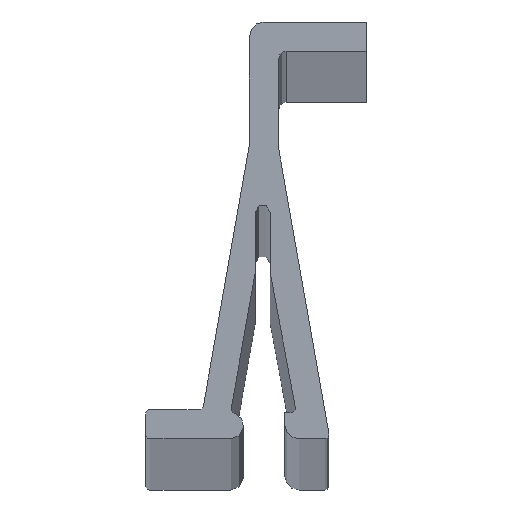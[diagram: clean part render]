
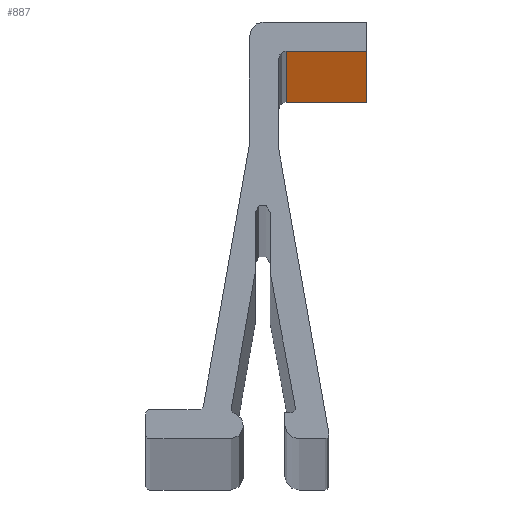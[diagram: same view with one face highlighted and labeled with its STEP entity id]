
A CAD part, top view. The second image highlights one B-rep face of the part: STEP entity #887.
In plain terms, the highlighted planar face has unit normal (0, -1, 0).
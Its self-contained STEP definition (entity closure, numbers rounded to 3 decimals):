
#4 = VERTEX_POINT ( 'NONE', #450 ) ;
#27 = ORIENTED_EDGE ( 'NONE', *, *, #957, .F. ) ;
#33 = EDGE_CURVE ( 'NONE', #490, #4, #668, .T. ) ;
#41 = AXIS2_PLACEMENT_3D ( 'NONE', #1044, #884, #400 ) ;
#58 = CARTESIAN_POINT ( 'NONE',  ( 15.105, 26.5, 2000. ) ) ;
#147 = ORIENTED_EDGE ( 'NONE', *, *, #525, .T. ) ;
#192 = CARTESIAN_POINT ( 'NONE',  ( 15.105, 26.5, 2000. ) ) ;
#195 = CARTESIAN_POINT ( 'NONE',  ( 9.605, 26.5, 2000. ) ) ;
#203 = EDGE_LOOP ( 'NONE', ( #147, #506, #27, #670 ) ) ;
#258 = FACE_OUTER_BOUND ( 'NONE', #203, .T. ) ;
#280 = DIRECTION ( 'NONE',  ( 1., 0., 0. ) ) ;
#368 = LINE ( 'NONE', #675, #771 ) ;
#373 = CARTESIAN_POINT ( 'NONE',  ( 9.605, 26.5, 2000. ) ) ;
#400 = DIRECTION ( 'NONE',  ( -1., 0., 0. ) ) ;
#450 = CARTESIAN_POINT ( 'NONE',  ( 9.605, 26.5, 0. ) ) ;
#453 = DIRECTION ( 'NONE',  ( 0., 0., -1. ) ) ;
#460 = VECTOR ( 'NONE', #453, 1000. ) ;
#472 = VERTEX_POINT ( 'NONE', #914 ) ;
#490 = VERTEX_POINT ( 'NONE', #195 ) ;
#506 = ORIENTED_EDGE ( 'NONE', *, *, #735, .F. ) ;
#525 = EDGE_CURVE ( 'NONE', #4, #472, #368, .T. ) ;
#604 = VECTOR ( 'NONE', #831, 1000. ) ;
#668 = LINE ( 'NONE', #373, #460 ) ;
#670 = ORIENTED_EDGE ( 'NONE', *, *, #33, .T. ) ;
#675 = CARTESIAN_POINT ( 'NONE',  ( 15.105, 26.5, 0. ) ) ;
#735 = EDGE_CURVE ( 'NONE', #944, #472, #810, .T. ) ;
#771 = VECTOR ( 'NONE', #280, 1000. ) ;
#803 = PLANE ( 'NONE',  #41 ) ;
#810 = LINE ( 'NONE', #58, #998 ) ;
#820 = LINE ( 'NONE', #993, #604 ) ;
#831 = DIRECTION ( 'NONE',  ( 1., 0., 0. ) ) ;
#869 = DIRECTION ( 'NONE',  ( 0., 0., -1. ) ) ;
#884 = DIRECTION ( 'NONE',  ( 0., 1., 0. ) ) ;
#887 = ADVANCED_FACE ( 'NONE', ( #258 ), #803, .F. ) ;
#914 = CARTESIAN_POINT ( 'NONE',  ( 15.105, 26.5, 0. ) ) ;
#944 = VERTEX_POINT ( 'NONE', #192 ) ;
#957 = EDGE_CURVE ( 'NONE', #490, #944, #820, .T. ) ;
#993 = CARTESIAN_POINT ( 'NONE',  ( 15.105, 26.5, 2000. ) ) ;
#998 = VECTOR ( 'NONE', #869, 1000. ) ;
#1044 = CARTESIAN_POINT ( 'NONE',  ( 15.105, 26.5, 2000. ) ) ;
